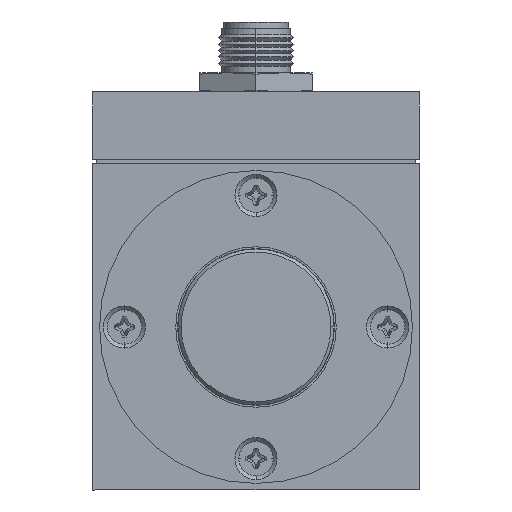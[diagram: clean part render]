
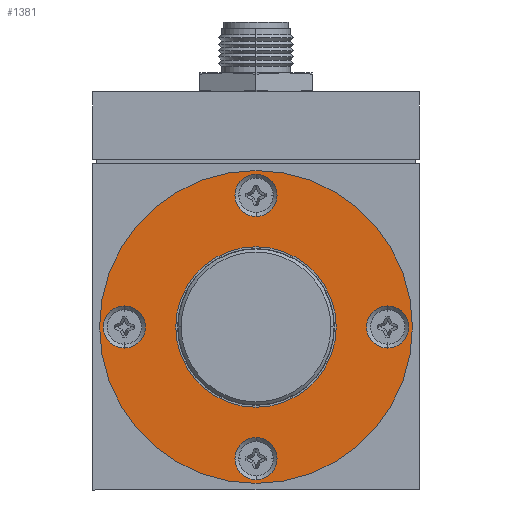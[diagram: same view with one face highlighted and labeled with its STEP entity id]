
A CAD part, left-side view. The second image highlights one B-rep face of the part: STEP entity #1381.
In plain terms, the highlighted planar face has unit normal (-1, 0, 0).
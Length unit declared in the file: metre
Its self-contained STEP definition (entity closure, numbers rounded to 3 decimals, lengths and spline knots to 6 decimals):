
#1381=ADVANCED_FACE('1:31915',(#3041,#3042,#3043,#3044,#3045,#3046),#3047,.T.);
#3041=FACE_OUTER_BOUND('',#4974,.T.);
#3042=FACE_BOUND('',#4975,.T.);
#3043=FACE_BOUND('',#4976,.T.);
#3044=FACE_BOUND('',#4977,.T.);
#3045=FACE_BOUND('',#4978,.T.);
#3046=FACE_BOUND('',#4979,.T.);
#3047=PLANE('',#4980);
#4974=EDGE_LOOP('',(#9092,#9093));
#4975=EDGE_LOOP('',(#9094,#9095));
#4976=EDGE_LOOP('',(#9096,#9097));
#4977=EDGE_LOOP('',(#9098,#9099));
#4978=EDGE_LOOP('',(#9100,#9101));
#4979=EDGE_LOOP('',(#9102,#9103));
#4980=AXIS2_PLACEMENT_3D('',#9104,#9105,#9106);
#9092=ORIENTED_EDGE('',*,*,#12140,.T.);
#9093=ORIENTED_EDGE('',*,*,#12691,.T.);
#9094=ORIENTED_EDGE('',*,*,#12834,.F.);
#9095=ORIENTED_EDGE('',*,*,#12859,.F.);
#9096=ORIENTED_EDGE('',*,*,#12860,.T.);
#9097=ORIENTED_EDGE('',*,*,#11432,.T.);
#9098=ORIENTED_EDGE('',*,*,#12478,.T.);
#9099=ORIENTED_EDGE('',*,*,#12861,.T.);
#9100=ORIENTED_EDGE('',*,*,#12862,.T.);
#9101=ORIENTED_EDGE('',*,*,#12573,.T.);
#9102=ORIENTED_EDGE('',*,*,#12015,.T.);
#9103=ORIENTED_EDGE('',*,*,#11238,.T.);
#9104=CARTESIAN_POINT('',(-0.0318,0.0,-0.03));
#9105=DIRECTION('',(-1.0,0.0,0.));
#9106=DIRECTION('',(0.,0.0,1.0));
#11238=EDGE_CURVE('',#13382,#13387,#13389,.T.);
#11432=EDGE_CURVE('',#13726,#13731,#13733,.T.);
#12015=EDGE_CURVE('1:33835',#13387,#13382,#14699,.T.);
#12140=EDGE_CURVE('1:33832',#14901,#14898,#14902,.T.);
#12478=EDGE_CURVE('1:33853',#15401,#15399,#15402,.T.);
#12573=EDGE_CURVE('',#15522,#15525,#15527,.T.);
#12691=EDGE_CURVE('',#14898,#14901,#15688,.T.);
#12834=EDGE_CURVE('1:33874',#15876,#15879,#15880,.T.);
#12859=EDGE_CURVE('',#15879,#15876,#15913,.T.);
#12860=EDGE_CURVE('1:33862',#13731,#13726,#15914,.T.);
#12861=EDGE_CURVE('',#15399,#15401,#15915,.T.);
#12862=EDGE_CURVE('1:33844',#15525,#15522,#15916,.T.);
#13382=VERTEX_POINT('',#16493);
#13387=VERTEX_POINT('',#16499);
#13389=CIRCLE('',#16502,0.00336);
#13726=VERTEX_POINT('',#16986);
#13731=VERTEX_POINT('',#16992);
#13733=CIRCLE('',#16995,0.00336);
#14699=CIRCLE('',#18630,0.00336);
#14898=VERTEX_POINT('',#18951);
#14901=VERTEX_POINT('',#18955);
#14902=CIRCLE('',#18956,0.02495);
#15399=VERTEX_POINT('',#19756);
#15401=VERTEX_POINT('',#19759);
#15402=CIRCLE('',#19760,0.00336);
#15522=VERTEX_POINT('',#19943);
#15525=VERTEX_POINT('',#19947);
#15527=CIRCLE('',#19950,0.00336);
#15688=CIRCLE('',#20210,0.02495);
#15876=VERTEX_POINT('',#20488);
#15879=VERTEX_POINT('',#20492);
#15880=CIRCLE('',#20493,0.0128);
#15913=CIRCLE('',#20537,0.0128);
#15914=CIRCLE('',#20538,0.00336);
#15915=CIRCLE('',#20539,0.00336);
#15916=CIRCLE('',#20540,0.00336);
#16493=CARTESIAN_POINT('',(-0.0318,0.021,-0.03336));
#16499=CARTESIAN_POINT('',(-0.0318,0.021,-0.02664));
#16502=AXIS2_PLACEMENT_3D('',#21312,#21313,#21314);
#16986=CARTESIAN_POINT('',(-0.0318,0.,-0.05436));
#16992=CARTESIAN_POINT('',(-0.0318,0.,-0.04764));
#16995=AXIS2_PLACEMENT_3D('',#21584,#21585,#21586);
#18630=AXIS2_PLACEMENT_3D('',#22355,#22356,#22357);
#18951=CARTESIAN_POINT('',(-0.0318,0.,-0.00505));
#18955=CARTESIAN_POINT('',(-0.0318,0.,-0.05495));
#18956=AXIS2_PLACEMENT_3D('',#22548,#22549,#22550);
#19756=CARTESIAN_POINT('',(-0.0318,-0.021,-0.03336));
#19759=CARTESIAN_POINT('',(-0.0318,-0.021,-0.02664));
#19760=AXIS2_PLACEMENT_3D('',#22994,#22995,#22996);
#19943=CARTESIAN_POINT('',(-0.0318,0.,-0.01236));
#19947=CARTESIAN_POINT('',(-0.0318,0.,-0.00564));
#19950=AXIS2_PLACEMENT_3D('',#23115,#23116,#23117);
#20210=AXIS2_PLACEMENT_3D('',#23273,#23274,#23275);
#20488=CARTESIAN_POINT('',(-0.0318,0.0,-0.0172));
#20492=CARTESIAN_POINT('',(-0.0318,0.,-0.0428));
#20493=AXIS2_PLACEMENT_3D('',#23467,#23468,#23469);
#20537=AXIS2_PLACEMENT_3D('',#23493,#23494,#23495);
#20538=AXIS2_PLACEMENT_3D('',#23496,#23497,#23498);
#20539=AXIS2_PLACEMENT_3D('',#23499,#23500,#23501);
#20540=AXIS2_PLACEMENT_3D('',#23502,#23503,#23504);
#21312=CARTESIAN_POINT('',(-0.0318,0.021,-0.03));
#21313=DIRECTION('',(1.0,0.0,0.));
#21314=DIRECTION('',(0.,0.,-1.0));
#21584=CARTESIAN_POINT('',(-0.0318,0.0,-0.051));
#21585=DIRECTION('',(1.0,0.0,0.));
#21586=DIRECTION('',(0.,0.0,-1.0));
#22355=CARTESIAN_POINT('',(-0.0318,0.021,-0.03));
#22356=DIRECTION('',(1.0,0.0,0.));
#22357=DIRECTION('',(0.,0.,-1.0));
#22548=CARTESIAN_POINT('',(-0.0318,0.0,-0.03));
#22549=DIRECTION('',(-1.0,0.0,0.));
#22550=DIRECTION('',(0.,0.0,1.0));
#22994=CARTESIAN_POINT('',(-0.0318,-0.021,-0.03));
#22995=DIRECTION('',(1.0,0.0,0.));
#22996=DIRECTION('',(0.,0.,-1.0));
#23115=CARTESIAN_POINT('',(-0.0318,0.0,-0.009));
#23116=DIRECTION('',(1.0,0.0,0.));
#23117=DIRECTION('',(0.,0.0,-1.0));
#23273=CARTESIAN_POINT('',(-0.0318,0.0,-0.03));
#23274=DIRECTION('',(-1.0,0.0,0.));
#23275=DIRECTION('',(0.,0.0,1.0));
#23467=CARTESIAN_POINT('',(-0.0318,0.0,-0.03));
#23468=DIRECTION('',(-1.0,0.0,0.));
#23469=DIRECTION('',(0.,0.0,1.0));
#23493=CARTESIAN_POINT('',(-0.0318,0.0,-0.03));
#23494=DIRECTION('',(-1.0,0.0,0.));
#23495=DIRECTION('',(0.,0.0,1.0));
#23496=CARTESIAN_POINT('',(-0.0318,0.0,-0.051));
#23497=DIRECTION('',(1.0,0.0,0.));
#23498=DIRECTION('',(0.,0.0,-1.0));
#23499=CARTESIAN_POINT('',(-0.0318,-0.021,-0.03));
#23500=DIRECTION('',(1.0,0.0,0.));
#23501=DIRECTION('',(0.,0.,-1.0));
#23502=CARTESIAN_POINT('',(-0.0318,0.0,-0.009));
#23503=DIRECTION('',(1.0,0.0,0.));
#23504=DIRECTION('',(0.,0.0,-1.0));
